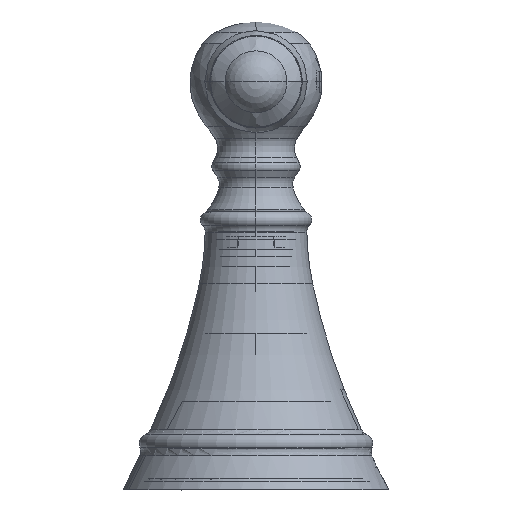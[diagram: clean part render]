
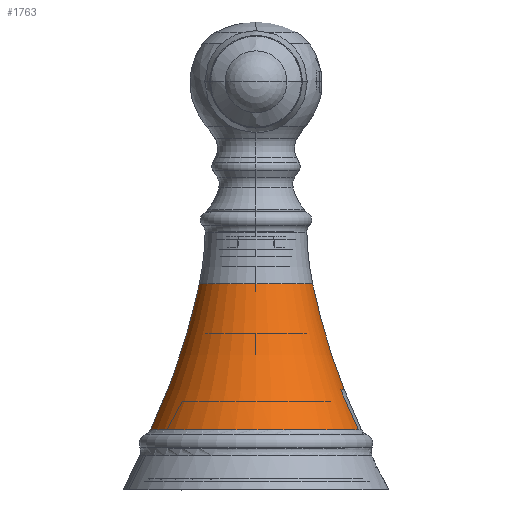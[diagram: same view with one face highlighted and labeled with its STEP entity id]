
A CAD part, left-side view. The second image highlights one B-rep face of the part: STEP entity #1763.
In plain terms, the highlighted toroidal (fillet/blend) face has major radius 140.65 mm and minor radius 132.08 mm.
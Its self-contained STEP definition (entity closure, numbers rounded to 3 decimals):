
#101=CARTESIAN_POINT('',(0.,12.146,0.));
#102=DIRECTION('',(0.,-1.,0.));
#103=DIRECTION('',(0.236,0.,-0.972));
#104=AXIS2_PLACEMENT_3D('',#101,#102,#103);
#106=CARTESIAN_POINT('',(0.,12.146,0.));
#107=DIRECTION('',(0.,-1.,0.));
#108=DIRECTION('',(0.006,0.,1.));
#109=AXIS2_PLACEMENT_3D('',#106,#107,#108);
#111=CARTESIAN_POINT('',(0.,41.38,0.));
#112=DIRECTION('',(0.,1.,0.));
#113=DIRECTION('',(0.,0.,1.));
#114=AXIS2_PLACEMENT_3D('',#111,#112,#113);
#116=CARTESIAN_POINT('',(0.,68.436,
-140.65));
#117=DIRECTION('',(1.,0.,0.));
#118=DIRECTION('',(0.,-0.205,0.979));
#119=AXIS2_PLACEMENT_3D('',#116,#117,#118);
#121=CARTESIAN_POINT('',(5.,20.1,-17.012));
#122=CARTESIAN_POINT('',(5.,19.203,-17.38));
#123=CARTESIAN_POINT('',(5.,17.417,-18.134));
#124=CARTESIAN_POINT('',(5.,14.765,-19.318));
#125=CARTESIAN_POINT('',(5.,13.015,-20.144));
#126=CARTESIAN_POINT('',(5.,12.146,-20.566));
#152=CARTESIAN_POINT('',(0.,20.1,0.));
#153=DIRECTION('',(0.,1.,0.));
#154=DIRECTION('',(0.282,0.,-0.959));
#155=AXIS2_PLACEMENT_3D('',#152,#153,#154);
#162=CARTESIAN_POINT('',(0.,68.436,140.65));
#163=DIRECTION('',(-1.,0.,0.));
#164=DIRECTION('',(0.,-0.205,-0.979));
#165=AXIS2_PLACEMENT_3D('',#162,#163,#164);
#1346=CARTESIAN_POINT('',(0.,41.38,11.37));
#1347=VERTEX_POINT('',#1346);
#1348=CARTESIAN_POINT('',(0.,41.38,-11.37));
#1349=VERTEX_POINT('',#1348);
#1350=CARTESIAN_POINT('',(0.131,12.146,21.165));
#1351=CARTESIAN_POINT('',(0.,12.146,21.165));
#1352=VERTEX_POINT('',#1350);
#1353=VERTEX_POINT('',#1351);
#1354=CARTESIAN_POINT('',(5.,12.146,-20.566));
#1355=VERTEX_POINT('',#1354);
#1356=CARTESIAN_POINT('',(0.,20.1,-17.732));
#1357=VERTEX_POINT('',#1356);
#1358=CARTESIAN_POINT('',(5.,20.1,-17.012));
#1359=VERTEX_POINT('',#1358);
#1743=CARTESIAN_POINT('',(0.,68.436,0.));
#1744=DIRECTION('',(0.,-1.,0.));
#1745=DIRECTION('',(0.,0.,1.));
#1746=AXIS2_PLACEMENT_3D('',#1743,#1744,#1745);
#1747=TOROIDAL_SURFACE('',#1746,140.65,132.08);
#1749=ORIENTED_EDGE('',*,*,#1748,.T.);
#1751=ORIENTED_EDGE('',*,*,#1750,.T.);
#1753=ORIENTED_EDGE('',*,*,#1752,.F.);
#1754=ORIENTED_EDGE('',*,*,#1737,.T.);
#1756=ORIENTED_EDGE('',*,*,#1755,.T.);
#1758=ORIENTED_EDGE('',*,*,#1757,.F.);
#1760=ORIENTED_EDGE('',*,*,#1759,.T.);
#1761=EDGE_LOOP('',(#1749,#1751,#1753,#1754,#1756,#1758,#1760));
#1762=FACE_OUTER_BOUND('',#1761,.F.);
#1763=ADVANCED_FACE('',(#1762),#1747,.F.);
#105=CIRCLE('',#104,21.165);
#110=CIRCLE('',#109,21.165);
#115=CIRCLE('',#114,11.37);
#120=CIRCLE('',#119,132.08);
#127=B_SPLINE_CURVE_WITH_KNOTS('',3,(#121,#122,#123,#124,#125,#126),
.UNSPECIFIED.,.F.,.F.,(4,1,1,4),(0.,0.333,0.667,1.),
.UNSPECIFIED.);
#156=CIRCLE('',#155,17.732);
#166=CIRCLE('',#165,132.08);
#1737=EDGE_CURVE('',#1347,#1349,#115,.T.);
#1748=EDGE_CURVE('',#1355,#1352,#105,.T.);
#1750=EDGE_CURVE('',#1352,#1353,#110,.T.);
#1752=EDGE_CURVE('',#1347,#1353,#166,.T.);
#1755=EDGE_CURVE('',#1349,#1357,#120,.T.);
#1757=EDGE_CURVE('',#1359,#1357,#156,.T.);
#1759=EDGE_CURVE('',#1359,#1355,#127,.T.);
